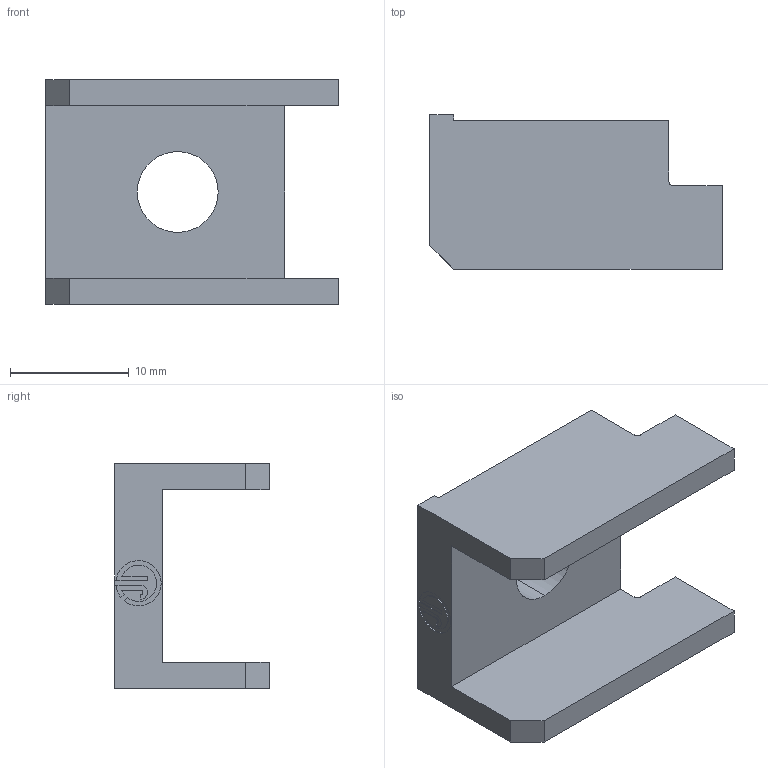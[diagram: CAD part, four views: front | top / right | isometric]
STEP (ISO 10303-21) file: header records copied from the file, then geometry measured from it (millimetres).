
FILE_DESCRIPTION (( 'STEP AP214' ), '1' );
FILE_NAME ('699YK.STEP', '2021-10-25T07:45:01', ( '' ), ( '' ), 'SwSTEP 2.0', 'SolidWorks 2016', '' );
FILE_SCHEMA (( 'AUTOMOTIVE_DESIGN' ));
Length unit declared in the file: millimetre
Products named in the file (2): 699YK
Bounding box: 24.6 x 13 x 18.9 mm (x, y, z)
Volume: 2146.7 mm3; surface area: 2013.6 mm2
Topology: 1 solids, 1 shells, 40 faces, 108 edges, 72 vertices
Faces by surface type: plane 28, cylinder 12
Entity records: 1331 total; most frequent: CARTESIAN_POINT 222, ORIENTED_EDGE 216, DIRECTION 216, EDGE_CURVE 108, VECTOR 84, LINE 84, VERTEX_POINT 72, AXIS2_PLACEMENT_3D 66
